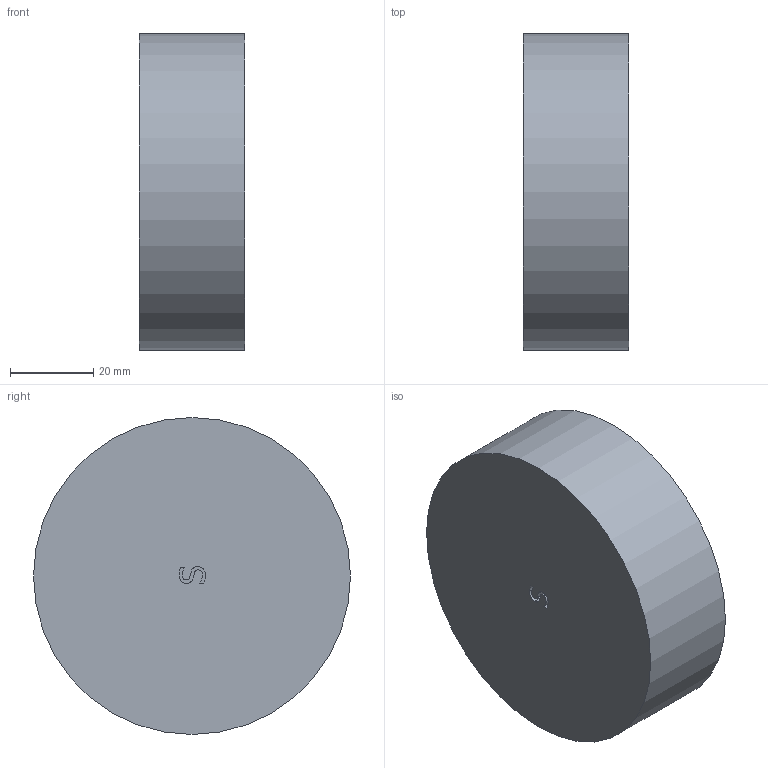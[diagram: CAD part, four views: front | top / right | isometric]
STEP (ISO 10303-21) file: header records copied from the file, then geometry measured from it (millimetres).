
FILE_DESCRIPTION(/* description */ (''),/* implementation_level */ '2;1');
FILE_NAME(/* name */ 'Sample_Magnet.stp',/* time_stamp */ '2025-12-08T13:40:46-05:00',/* author */ ('usman'),/* organization */ (''),/* preprocessor_version */ 'ST-DEVELOPER v20.1',/* originating_system */ 'Autodesk Inventor 2026',/* authorisation */ '');
FILE_SCHEMA (('AUTOMOTIVE_DESIGN { 1 0 10303 214 3 1 1 }'));
Length unit declared in the file: inch
Products named in the file (1): SampleMagnet
Bounding box: 25.4 x 76.2 x 76.2 mm (x, y, z)
Volume: 114719.9 mm3; surface area: 18342.9 mm2
Topology: 1 solids, 1 shells, 727 faces, 1974 edges, 1316 vertices
Faces by surface type: plane 366, bspline 360, cylinder 1
Full cylindrical faces by diameter (mm): 76.2 x1
Entity records: 25703 total; most frequent: CARTESIAN_POINT 9786, ORIENTED_EDGE 3948, DIRECTION 1992, EDGE_CURVE 1974, VERTEX_POINT 1316, LINE 1252, VECTOR 1252, EDGE_LOOP 794
